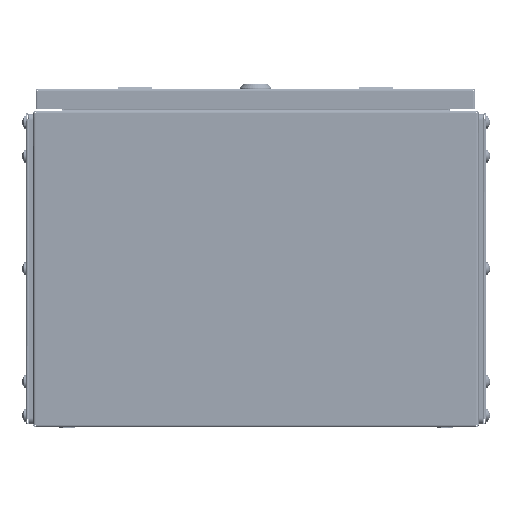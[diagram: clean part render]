
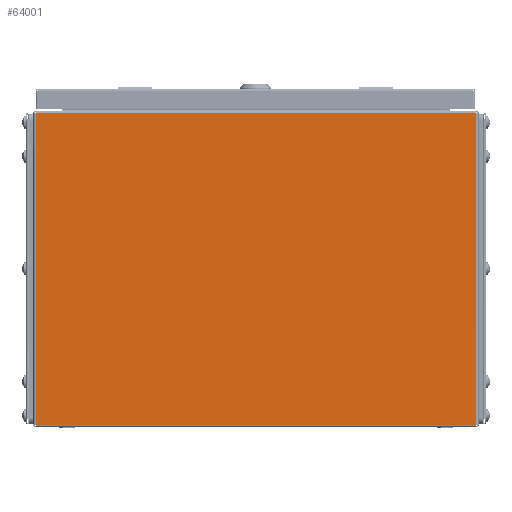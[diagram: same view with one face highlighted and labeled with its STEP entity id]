
A CAD part, left-side view. The second image highlights one B-rep face of the part: STEP entity #64001.
In plain terms, the highlighted planar face has unit normal (-1, 0, 0).
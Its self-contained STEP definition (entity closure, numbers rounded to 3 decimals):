
#4430 = PLANE ( 'NONE',  #12382 ) ;
#12018 = EDGE_CURVE ( 'NONE', #64155, #40456, #80292, .T. ) ;
#12382 = AXIS2_PLACEMENT_3D ( 'NONE', #46842, #80703, #60408 ) ;
#12527 = FACE_OUTER_BOUND ( 'NONE', #24751, .T. ) ;
#13087 = CARTESIAN_POINT ( 'NONE',  ( -250., 195.5, 1. ) ) ;
#17408 = LINE ( 'NONE', #64386, #58422 ) ;
#18905 = DIRECTION ( 'NONE',  ( 0., 0., 1. ) ) ;
#19436 = VERTEX_POINT ( 'NONE', #30124 ) ;
#24751 = EDGE_LOOP ( 'NONE', ( #88132, #40619, #44764, #56822 ) ) ;
#25763 = LINE ( 'NONE', #13087, #45406 ) ;
#28569 = VECTOR ( 'NONE', #39065, 1000. ) ;
#30124 = CARTESIAN_POINT ( 'NONE',  ( -250., 195.5, 1. ) ) ;
#34120 = CARTESIAN_POINT ( 'NONE',  ( -250., 195.5, 277.5 ) ) ;
#35576 = CARTESIAN_POINT ( 'NONE',  ( -250., -195.5, 277.5 ) ) ;
#39065 = DIRECTION ( 'NONE',  ( 0., 1., 0. ) ) ;
#40456 = VERTEX_POINT ( 'NONE', #35576 ) ;
#40619 = ORIENTED_EDGE ( 'NONE', *, *, #54224, .T. ) ;
#44764 = ORIENTED_EDGE ( 'NONE', *, *, #81441, .F. ) ;
#45406 = VECTOR ( 'NONE', #68182, 1000. ) ;
#46020 = CARTESIAN_POINT ( 'NONE',  ( -250., -195.5, 0. ) ) ;
#46842 = CARTESIAN_POINT ( 'NONE',  ( -250., 0., 0. ) ) ;
#52626 = VERTEX_POINT ( 'NONE', #34120 ) ;
#54224 = EDGE_CURVE ( 'NONE', #52626, #19436, #17408, .T. ) ;
#56822 = ORIENTED_EDGE ( 'NONE', *, *, #12018, .T. ) ;
#58422 = VECTOR ( 'NONE', #64839, 1000. ) ;
#60408 = DIRECTION ( 'NONE',  ( 0., 0., -1. ) ) ;
#64001 = ADVANCED_FACE ( 'NONE', ( #12527 ), #4430, .F. ) ;
#64155 = VERTEX_POINT ( 'NONE', #85564 ) ;
#64386 = CARTESIAN_POINT ( 'NONE',  ( -250., 195.5, 0. ) ) ;
#64839 = DIRECTION ( 'NONE',  ( 0., 0., -1. ) ) ;
#64845 = LINE ( 'NONE', #66185, #28569 ) ;
#66185 = CARTESIAN_POINT ( 'NONE',  ( -250., -195.5, 277.5 ) ) ;
#68048 = VECTOR ( 'NONE', #18905, 1000. ) ;
#68182 = DIRECTION ( 'NONE',  ( 0., 1., 0. ) ) ;
#80292 = LINE ( 'NONE', #46020, #68048 ) ;
#80703 = DIRECTION ( 'NONE',  ( 1., 0., 0. ) ) ;
#81441 = EDGE_CURVE ( 'NONE', #64155, #19436, #25763, .T. ) ;
#85564 = CARTESIAN_POINT ( 'NONE',  ( -250., -195.5, 1. ) ) ;
#87634 = EDGE_CURVE ( 'NONE', #40456, #52626, #64845, .T. ) ;
#88132 = ORIENTED_EDGE ( 'NONE', *, *, #87634, .T. ) ;
